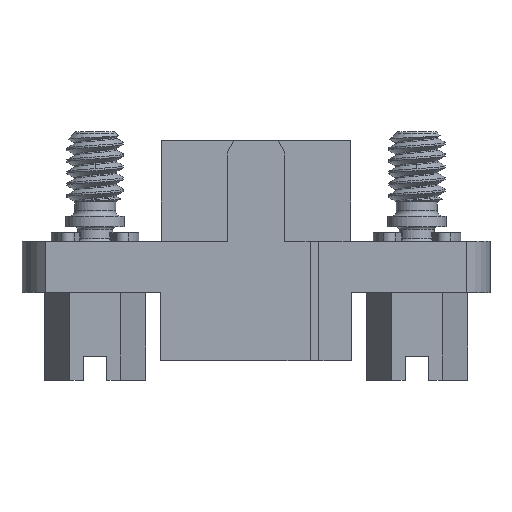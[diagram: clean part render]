
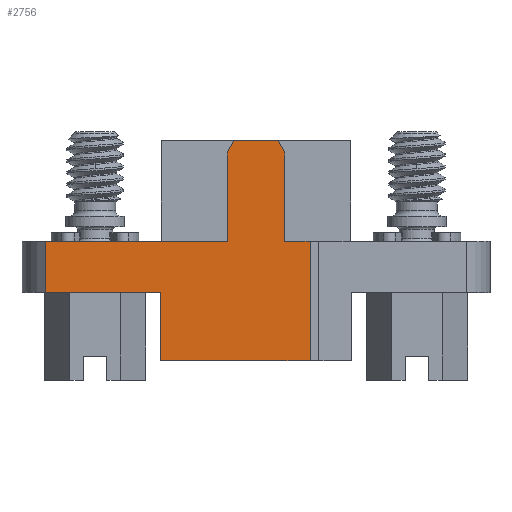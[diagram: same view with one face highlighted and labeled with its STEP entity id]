
A CAD part, top view. The second image highlights one B-rep face of the part: STEP entity #2756.
In plain terms, the highlighted planar face has unit normal (0, 0, 1).
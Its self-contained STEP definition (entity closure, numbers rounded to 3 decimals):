
#396=DIRECTION('',(-1.,0.,0.));
#397=VECTOR('',#396,5.12);
#398=CARTESIAN_POINT('',(1.85,-7.52,2.75));
#399=LINE('',#398,#397);
#1045=DIRECTION('',(0.,1.,0.));
#1046=VECTOR('',#1045,3.05);
#1047=CARTESIAN_POINT('',(-0.975,-3.44,2.75));
#1048=LINE('',#1047,#1046);
#1052=DIRECTION('',(0.5,0.866,0.));
#1053=VECTOR('',#1052,0.45);
#1054=CARTESIAN_POINT('',(-0.975,-0.39,2.75));
#1055=LINE('',#1054,#1053);
#1059=DIRECTION('',(1.,0.,0.));
#1060=VECTOR('',#1059,1.5);
#1061=CARTESIAN_POINT('',(-0.75,0.,2.75));
#1062=LINE('',#1061,#1060);
#1066=DIRECTION('',(0.5,-0.866,0.));
#1067=VECTOR('',#1066,0.45);
#1068=CARTESIAN_POINT('',(0.75,0.,2.75));
#1069=LINE('',#1068,#1067);
#1073=DIRECTION('',(0.,-1.,0.));
#1074=VECTOR('',#1073,3.05);
#1075=CARTESIAN_POINT('',(0.975,-0.39,2.75));
#1076=LINE('',#1075,#1074);
#1080=DIRECTION('',(0.,1.,0.));
#1081=VECTOR('',#1080,4.08);
#1082=CARTESIAN_POINT('',(1.85,-7.52,2.75));
#1083=LINE('',#1082,#1081);
#1161=DIRECTION('',(-1.,0.,0.));
#1162=VECTOR('',#1161,0.875);
#1163=CARTESIAN_POINT('',(1.85,-3.44,2.75));
#1164=LINE('',#1163,#1162);
#1182=DIRECTION('',(-1.,0.,0.));
#1183=VECTOR('',#1182,6.225);
#1184=CARTESIAN_POINT('',(-0.975,-3.44,2.75));
#1185=LINE('',#1184,#1183);
#1365=DIRECTION('',(-1.,0.,0.));
#1366=VECTOR('',#1365,3.93);
#1367=CARTESIAN_POINT('',(-3.27,-5.19,2.75));
#1368=LINE('',#1367,#1366);
#1407=DIRECTION('',(0.,-1.,0.));
#1408=VECTOR('',#1407,2.33);
#1409=CARTESIAN_POINT('',(-3.27,-5.19,2.75));
#1410=LINE('',#1409,#1408);
#1449=DIRECTION('',(0.,-1.,0.));
#1450=VECTOR('',#1449,1.75);
#1451=CARTESIAN_POINT('',(-7.2,-3.44,2.75));
#1452=LINE('',#1451,#1450);
#1610=CARTESIAN_POINT('',(-3.27,-7.52,2.75));
#1611=VERTEX_POINT('',#1610);
#1616=CARTESIAN_POINT('',(-3.27,-5.19,2.75));
#1618=VERTEX_POINT('',#1616);
#1622=CARTESIAN_POINT('',(-7.2,-5.19,2.75));
#1623=VERTEX_POINT('',#1622);
#1628=CARTESIAN_POINT('',(-0.975,-0.39,2.75));
#1629=CARTESIAN_POINT('',(-0.75,0.,2.75));
#1630=VERTEX_POINT('',#1628);
#1631=VERTEX_POINT('',#1629);
#1632=CARTESIAN_POINT('',(0.75,0.,2.75));
#1633=VERTEX_POINT('',#1632);
#1634=CARTESIAN_POINT('',(0.975,-0.39,2.75));
#1635=VERTEX_POINT('',#1634);
#1648=CARTESIAN_POINT('',(-0.975,-3.44,2.75));
#1649=VERTEX_POINT('',#1648);
#1650=CARTESIAN_POINT('',(0.975,-3.44,2.75));
#1651=VERTEX_POINT('',#1650);
#1652=CARTESIAN_POINT('',(-7.2,-3.44,2.75));
#1653=VERTEX_POINT('',#1652);
#1818=CARTESIAN_POINT('',(1.85,-7.52,2.75));
#1819=VERTEX_POINT('',#1818);
#1822=CARTESIAN_POINT('',(1.85,-3.44,2.75));
#1823=VERTEX_POINT('',#1822);
#2727=CARTESIAN_POINT('',(7.2,-3.44,2.75));
#2728=DIRECTION('',(0.,0.,1.));
#2729=DIRECTION('',(-1.,0.,0.));
#2730=AXIS2_PLACEMENT_3D('',#2727,#2728,#2729);
#2731=PLANE('',#2730);
#2732=ORIENTED_EDGE('',*,*,#2020,.T.);
#2734=ORIENTED_EDGE('',*,*,#2733,.F.);
#2736=ORIENTED_EDGE('',*,*,#2735,.T.);
#2738=ORIENTED_EDGE('',*,*,#2737,.F.);
#2740=ORIENTED_EDGE('',*,*,#2739,.F.);
#2742=ORIENTED_EDGE('',*,*,#2741,.T.);
#2744=ORIENTED_EDGE('',*,*,#2743,.T.);
#2745=ORIENTED_EDGE('',*,*,#1841,.T.);
#2747=ORIENTED_EDGE('',*,*,#2746,.T.);
#2749=ORIENTED_EDGE('',*,*,#2748,.T.);
#2751=ORIENTED_EDGE('',*,*,#2750,.F.);
#2753=ORIENTED_EDGE('',*,*,#2752,.F.);
#2754=EDGE_LOOP('',(#2732,#2734,#2736,#2738,#2740,#2742,#2744,#2745,#2747,#2749,
#2751,#2753));
#2755=FACE_OUTER_BOUND('',#2754,.F.);
#2756=ADVANCED_FACE('',(#2755),#2731,.T.);
#1841=EDGE_CURVE('',#1631,#1633,#1062,.T.);
#2020=EDGE_CURVE('',#1819,#1611,#399,.T.);
#2733=EDGE_CURVE('',#1618,#1611,#1410,.T.);
#2735=EDGE_CURVE('',#1618,#1623,#1368,.T.);
#2737=EDGE_CURVE('',#1653,#1623,#1452,.T.);
#2739=EDGE_CURVE('',#1649,#1653,#1185,.T.);
#2741=EDGE_CURVE('',#1649,#1630,#1048,.T.);
#2743=EDGE_CURVE('',#1630,#1631,#1055,.T.);
#2746=EDGE_CURVE('',#1633,#1635,#1069,.T.);
#2748=EDGE_CURVE('',#1635,#1651,#1076,.T.);
#2750=EDGE_CURVE('',#1823,#1651,#1164,.T.);
#2752=EDGE_CURVE('',#1819,#1823,#1083,.T.);
